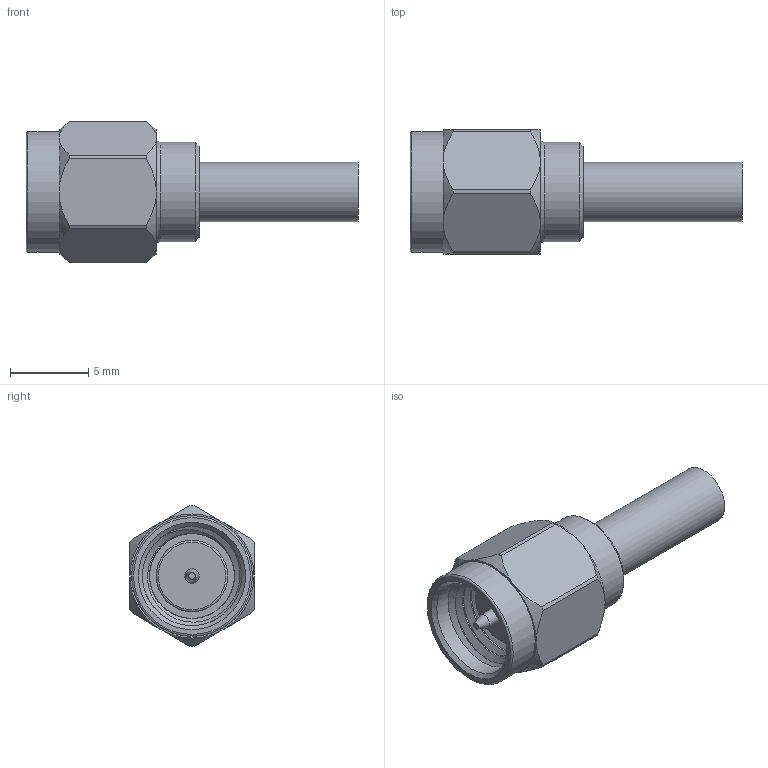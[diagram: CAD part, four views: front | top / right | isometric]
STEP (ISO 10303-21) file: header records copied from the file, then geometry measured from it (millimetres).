
FILE_DESCRIPTION (( 'STEP AP203' ), '1' );
FILE_NAME ('PE4215_3D.step', '2021-05-12T14:53:37', ( '' ), ( '' ), 'SwSTEP 2.0', 'SolidWorks 2020', '' );
FILE_SCHEMA (( 'CONFIG_CONTROL_DESIGN' ));
Length unit declared in the file: inch
Products named in the file (1): PE4215_3D
Bounding box: 21.25 x 7.94 x 9.02 mm (x, y, z)
Volume: 480.6 mm3; surface area: 869.9 mm2
Topology: 2 solids, 2 shells, 64 faces, 136 edges, 84 vertices
Faces by surface type: cylinder 23, plane 18, cone 17, torus 3, bspline 3
Full cylindrical faces by diameter (mm): 0.94 x1, 1.524 x1, 2.553 x1, 2.705 x1, 2.896 x1, 3.81 x1, 4.572 x1, 6.35 x8, 7.734 x1
Entity records: 2556 total; most frequent: CARTESIAN_POINT 1389, DIRECTION 226, ORIENTED_EDGE 196, AXIS2_PLACEMENT_3D 107, EDGE_CURVE 98, EDGE_LOOP 84, VERTEX_POINT 70, FACE_OUTER_BOUND 70
